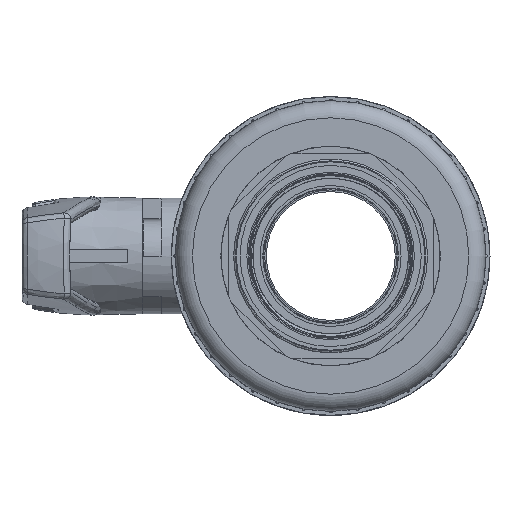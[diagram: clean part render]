
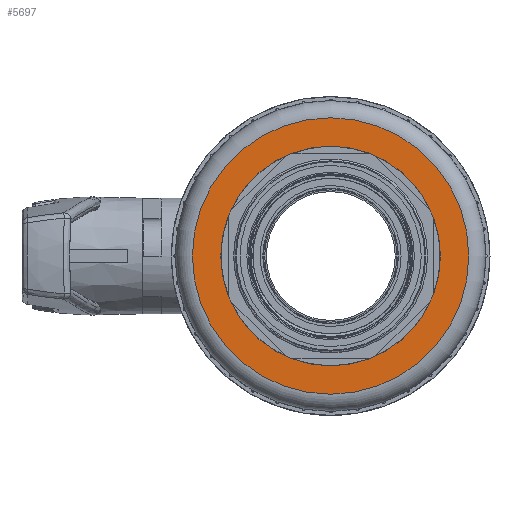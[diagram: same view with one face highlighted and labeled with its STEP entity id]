
A CAD part, left-side view. The second image highlights one B-rep face of the part: STEP entity #5697.
In plain terms, the highlighted planar face has unit normal (-1, 0, 0).
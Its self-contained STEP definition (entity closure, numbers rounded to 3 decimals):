
#5697=ADVANCED_FACE('',(#6936,#6937),#6574,.F.);
#6574=PLANE('',#20471);
#6936=FACE_BOUND('',#7836,.T.);
#6937=FACE_BOUND('',#7837,.T.);
#7836=EDGE_LOOP('',(#11628));
#7837=EDGE_LOOP('',(#11629));
#11628=ORIENTED_EDGE('',*,*,#17534,.T.);
#11629=ORIENTED_EDGE('',*,*,#17535,.T.);
#15159=VERTEX_POINT('',#46564);
#15160=VERTEX_POINT('',#46566);
#17534=EDGE_CURVE('',#15159,#15159,#19183,.T.);
#17535=EDGE_CURVE('',#15160,#15160,#19184,.T.);
#19183=CIRCLE('',#20469,75.523);
#19184=CIRCLE('',#20470,60.);
#20469=AXIS2_PLACEMENT_3D('',#46563,#23884,#23885);
#20470=AXIS2_PLACEMENT_3D('',#46565,#23886,#23887);
#20471=AXIS2_PLACEMENT_3D('',#46567,#23888,#23889);
#23884=DIRECTION('',(-1.,0.,0.));
#23885=DIRECTION('',(0.,1.,0.));
#23886=DIRECTION('',(1.,0.,0.));
#23887=DIRECTION('',(0.,1.,0.));
#23888=DIRECTION('',(1.,0.,0.));
#23889=DIRECTION('',(0.,-1.,0.));
#46563=CARTESIAN_POINT('',(510.313,-1.25,0.));
#46564=CARTESIAN_POINT('',(510.313,74.273,0.));
#46565=CARTESIAN_POINT('',(510.313,-1.25,0.));
#46566=CARTESIAN_POINT('',(510.313,58.75,0.));
#46567=CARTESIAN_POINT('',(510.313,83.54,0.));
